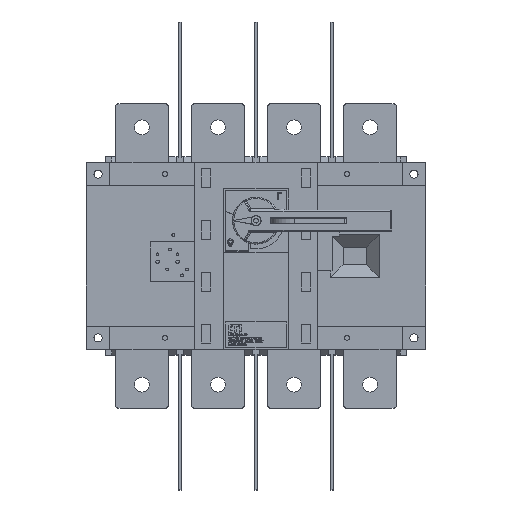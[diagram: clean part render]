
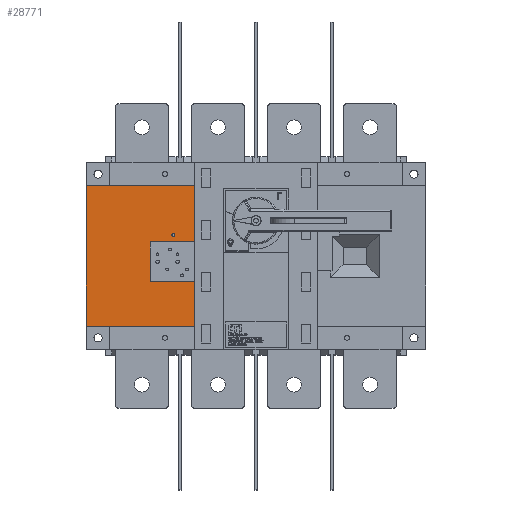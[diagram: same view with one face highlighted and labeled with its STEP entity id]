
A CAD part, top view. The second image highlights one B-rep face of the part: STEP entity #28771.
In plain terms, the highlighted planar face has unit normal (0, 0, 1).
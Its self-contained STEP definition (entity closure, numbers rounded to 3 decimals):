
#489=CIRCLE('',#30110,1.25);
#2586=ORIENTED_EDGE('',*,*,#7929,.T.);
#2587=ORIENTED_EDGE('',*,*,#7930,.T.);
#2588=ORIENTED_EDGE('',*,*,#7653,.F.);
#2589=ORIENTED_EDGE('',*,*,#7931,.T.);
#2590=ORIENTED_EDGE('',*,*,#7932,.T.);
#2591=ORIENTED_EDGE('',*,*,#7933,.F.);
#2592=ORIENTED_EDGE('',*,*,#7661,.F.);
#2593=ORIENTED_EDGE('',*,*,#7934,.F.);
#2594=ORIENTED_EDGE('',*,*,#7917,.T.);
#7653=EDGE_CURVE('',#10450,#10451,#12340,.T.);
#7661=EDGE_CURVE('',#10458,#10459,#12348,.T.);
#7917=EDGE_CURVE('',#10650,#10650,#489,.T.);
#7929=EDGE_CURVE('',#10660,#10661,#12604,.T.);
#7930=EDGE_CURVE('',#10661,#10451,#12605,.T.);
#7931=EDGE_CURVE('',#10450,#10662,#12606,.T.);
#7932=EDGE_CURVE('',#10662,#10663,#12607,.T.);
#7933=EDGE_CURVE('',#10459,#10663,#12608,.T.);
#7934=EDGE_CURVE('',#10660,#10458,#12609,.T.);
#10450=VERTEX_POINT('',#39848);
#10451=VERTEX_POINT('',#39850);
#10458=VERTEX_POINT('',#39864);
#10459=VERTEX_POINT('',#39866);
#10650=VERTEX_POINT('',#40392);
#10660=VERTEX_POINT('',#40418);
#10661=VERTEX_POINT('',#40419);
#10662=VERTEX_POINT('',#40422);
#10663=VERTEX_POINT('',#40424);
#12340=LINE('',#39849,#14691);
#12348=LINE('',#39865,#14699);
#12604=LINE('',#40417,#14955);
#12605=LINE('',#40420,#14956);
#12606=LINE('',#40421,#14957);
#12607=LINE('',#40423,#14958);
#12608=LINE('',#40425,#14959);
#12609=LINE('',#40426,#14960);
#14691=VECTOR('',#32385,1000.);
#14699=VECTOR('',#32393,1000.);
#14955=VECTOR('',#32839,1000.);
#14956=VECTOR('',#32840,1000.);
#14957=VECTOR('',#32841,1000.);
#14958=VECTOR('',#32842,1000.);
#14959=VECTOR('',#32843,1000.);
#14960=VECTOR('',#32844,1000.);
#16744=EDGE_LOOP('',(#2586,#2587,#2588,#2589,#2590,#2591,#2592,#2593));
#16745=EDGE_LOOP('',(#2594));
#18203=FACE_BOUND('',#16744,.T.);
#18204=FACE_BOUND('',#16745,.T.);
#19513=PLANE('',#30115);
#28771=ADVANCED_FACE('',(#18203,#18204),#19513,.T.);
#30110=AXIS2_PLACEMENT_3D('',#40391,#32817,#32818);
#30115=AXIS2_PLACEMENT_3D('',#40416,#32837,#32838);
#32385=DIRECTION('',(0.,-1.,0.));
#32393=DIRECTION('',(0.,-1.,0.));
#32817=DIRECTION('',(0.,0.,-1.));
#32818=DIRECTION('',(1.,0.,0.));
#32837=DIRECTION('',(0.,0.,1.));
#32838=DIRECTION('',(1.,0.,0.));
#32839=DIRECTION('',(0.,-1.,0.));
#32840=DIRECTION('',(1.,0.,0.));
#32841=DIRECTION('',(-1.,0.,0.));
#32842=DIRECTION('',(0.,1.,0.));
#32843=DIRECTION('',(-1.,0.,0.));
#32844=DIRECTION('',(1.,0.,0.));
#39848=CARTESIAN_POINT('',(32.5,58.,76.));
#39849=CARTESIAN_POINT('',(32.5,160.,76.));
#39850=CARTESIAN_POINT('',(32.5,20.,76.));
#39864=CARTESIAN_POINT('',(32.5,140.,76.));
#39865=CARTESIAN_POINT('',(32.5,160.,76.));
#39866=CARTESIAN_POINT('',(32.5,92.,76.));
#40391=CARTESIAN_POINT('',(14.2,97.9,76.));
#40392=CARTESIAN_POINT('',(15.45,97.9,76.));
#40416=CARTESIAN_POINT('',(10.75,86.4,76.));
#40417=CARTESIAN_POINT('',(-60.,86.4,76.));
#40418=CARTESIAN_POINT('',(-60.,140.,76.));
#40419=CARTESIAN_POINT('',(-60.,20.,76.));
#40420=CARTESIAN_POINT('',(143.875,20.,76.));
#40421=CARTESIAN_POINT('',(13.35,58.,76.));
#40422=CARTESIAN_POINT('',(-5.4,58.,76.));
#40423=CARTESIAN_POINT('',(-5.4,59.125,76.));
#40424=CARTESIAN_POINT('',(-5.4,92.,76.));
#40425=CARTESIAN_POINT('',(13.35,92.,76.));
#40426=CARTESIAN_POINT('',(-55.,140.,76.));
